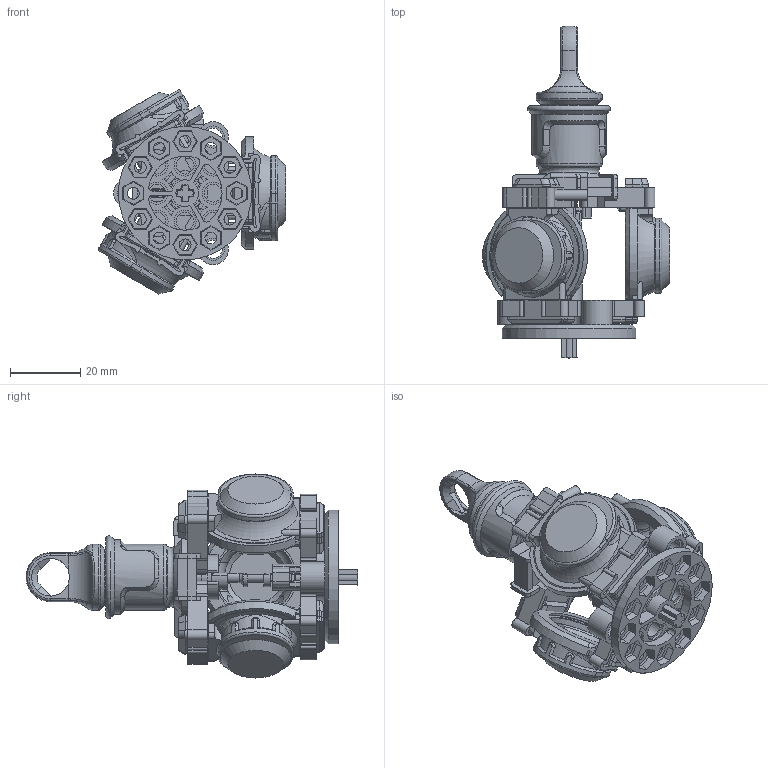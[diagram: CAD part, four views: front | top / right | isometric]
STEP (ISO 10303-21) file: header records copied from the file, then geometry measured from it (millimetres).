
FILE_DESCRIPTION(/* description */ (''),/* implementation_level */ '2;1');
FILE_NAME(/* name */ 'AAA_LEGO_Engine_7 v5.step',/* time_stamp */ '2021-01-13T23:33:02+03:00',/* author */ (''),/* organization */ (''),/* preprocessor_version */ 'ST-DEVELOPER v18.1',/* originating_system */ 'Autodesk Translation Framework v9.7.1.1290',/* authorisation */ '');
FILE_SCHEMA (('AUTOMOTIVE_DESIGN { 1 0 10303 214 3 1 1 }'));
Products named in the file (8): AAA_LEGO_Engine_7; Valve; Valve_Lid; Valve_Plate; Cylinder; LEGO_Plate; Crank; Flywheel
Assembly tree (9 placements, depth 3):
  AAA_LEGO_Engine_7
    Valve
      Valve_Lid
      Valve_Plate
    Cylinder  x3
    LEGO_Plate
    Crank
    Flywheel
Bounding box: 53.26 x 94.51 x 58.09 mm (x, y, z)
Volume: 24231.2 mm3; surface area: 39524.1 mm2
Topology: 20 solids, 20 shells, 2015 faces, 5509 edges, 3526 vertices
Faces by surface type: plane 1031, cylinder 610, cone 161, bspline 146, torus 60, sphere 7
Full cylindrical faces by diameter (mm): 3.4 x12, 5.1 x12, 5.4 x1, 6.3 x12, 7 x1, 9.8 x1, 13.6 x1, 16 x1, 16.4 x2, 18.8 x3, 19 x1, 20.2 x1, 21.2 x1, 21.93 x3, 23 x3, 23.13 x3, 38 x1
Entity records: 53711 total; most frequent: CARTESIAN_POINT 13495, ORIENTED_EDGE 8598, DIRECTION 8091, EDGE_CURVE 4299, VERTEX_POINT 2758, AXIS2_PLACEMENT_3D 2742, LINE 2607, VECTOR 2607
